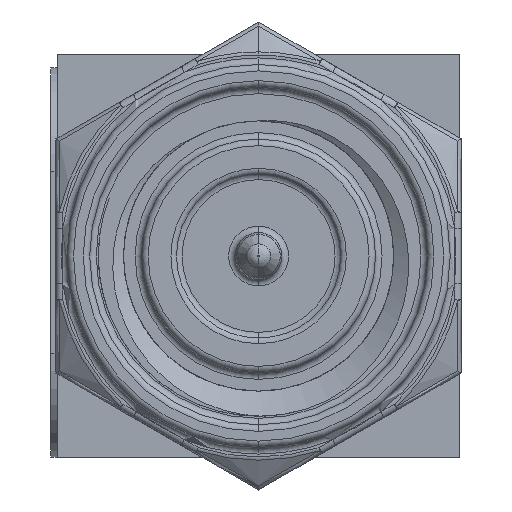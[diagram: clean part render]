
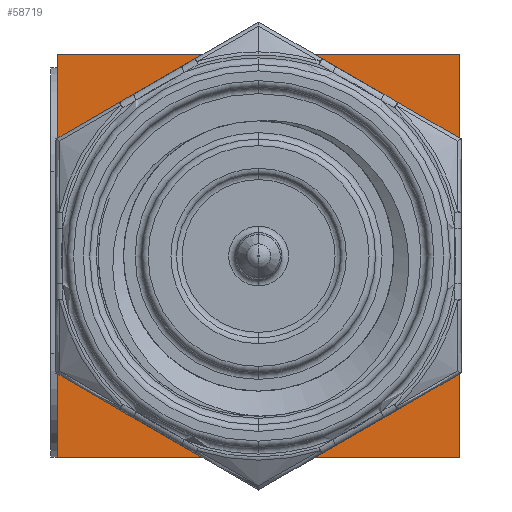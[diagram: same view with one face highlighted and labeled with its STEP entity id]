
A CAD part, left-side view. The second image highlights one B-rep face of the part: STEP entity #58719.
In plain terms, the highlighted planar face has unit normal (-1, 0, 0).
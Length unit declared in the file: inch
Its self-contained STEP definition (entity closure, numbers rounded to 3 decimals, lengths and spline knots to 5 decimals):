
#1326 = VECTOR ( 'NONE', #56671, 39.37008 ) ;
#5600 = DIRECTION ( 'NONE',  ( 0., 0., 1. ) ) ;
#10063 = CARTESIAN_POINT ( 'NONE',  ( 0., -0.31, 0. ) ) ;
#13036 = DIRECTION ( 'NONE',  ( -1., 0., 0. ) ) ;
#14563 = VERTEX_POINT ( 'NONE', #43154 ) ;
#15798 = CARTESIAN_POINT ( 'NONE',  ( 0., -0.31, 0. ) ) ;
#16268 = EDGE_CURVE ( 'NONE', #64250, #14563, #45555, .T. ) ;
#19532 = DIRECTION ( 'NONE',  ( 0., 0., 1. ) ) ;
#19876 = CARTESIAN_POINT ( 'NONE',  ( 0., 0., 0. ) ) ;
#20385 = VERTEX_POINT ( 'NONE', #39595 ) ;
#20852 = VECTOR ( 'NONE', #5600, 39.37008 ) ;
#21294 = VECTOR ( 'NONE', #39710, 39.37008 ) ;
#24909 = EDGE_CURVE ( 'NONE', #31873, #14563, #35599, .T. ) ;
#26408 = ORIENTED_EDGE ( 'NONE', *, *, #56609, .T. ) ;
#27250 = DIRECTION ( 'NONE',  ( 0., 0., 1. ) ) ;
#31558 = ORIENTED_EDGE ( 'NONE', *, *, #24909, .T. ) ;
#31873 = VERTEX_POINT ( 'NONE', #10063 ) ;
#35599 = LINE ( 'NONE', #55702, #1326 ) ;
#37069 = FACE_OUTER_BOUND ( 'NONE', #38589, .T. ) ;
#37797 = EDGE_CURVE ( 'NONE', #20385, #64250, #45659, .T. ) ;
#38589 = EDGE_LOOP ( 'NONE', ( #64674, #44335, #26408, #31558 ) ) ;
#39595 = CARTESIAN_POINT ( 'NONE',  ( 0., -0.31, -0.31 ) ) ;
#39710 = DIRECTION ( 'NONE',  ( 0., 1., 0. ) ) ;
#42027 = CARTESIAN_POINT ( 'NONE',  ( 0., -0.31, 0. ) ) ;
#43154 = CARTESIAN_POINT ( 'NONE',  ( 0., 0., 0. ) ) ;
#43395 = AXIS2_PLACEMENT_3D ( 'NONE', #42027, #13036, #27250 ) ;
#44335 = ORIENTED_EDGE ( 'NONE', *, *, #37797, .F. ) ;
#45555 = LINE ( 'NONE', #19876, #52338 ) ;
#45659 = LINE ( 'NONE', #51260, #21294 ) ;
#51260 = CARTESIAN_POINT ( 'NONE',  ( 0., -0.31, -0.31 ) ) ;
#52338 = VECTOR ( 'NONE', #19532, 39.37008 ) ;
#55702 = CARTESIAN_POINT ( 'NONE',  ( 0., -0.31, 0. ) ) ;
#56609 = EDGE_CURVE ( 'NONE', #20385, #31873, #64914, .T. ) ;
#56671 = DIRECTION ( 'NONE',  ( 0., 1., 0. ) ) ;
#58719 = ADVANCED_FACE ( 'NONE', ( #37069 ), #63105, .T. ) ;
#60722 = CARTESIAN_POINT ( 'NONE',  ( 0., 0., -0.31 ) ) ;
#63105 = PLANE ( 'NONE',  #43395 ) ;
#64250 = VERTEX_POINT ( 'NONE', #60722 ) ;
#64674 = ORIENTED_EDGE ( 'NONE', *, *, #16268, .F. ) ;
#64914 = LINE ( 'NONE', #15798, #20852 ) ;
